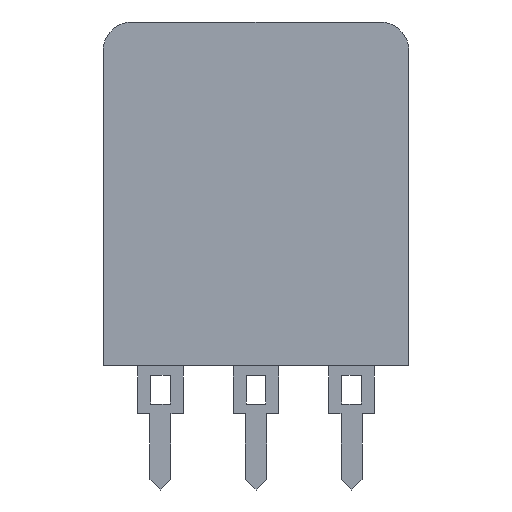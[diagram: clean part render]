
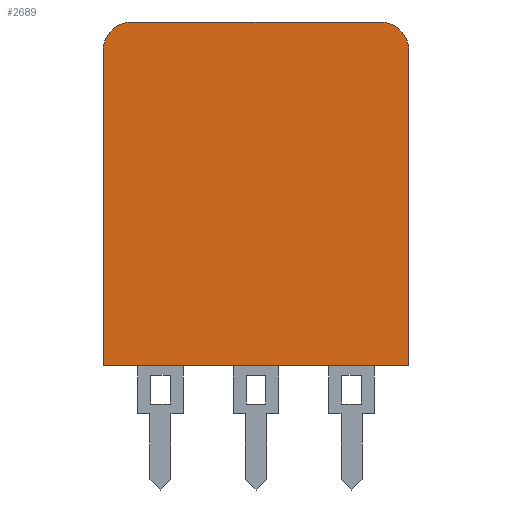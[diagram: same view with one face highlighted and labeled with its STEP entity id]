
A CAD part, left-side view. The second image highlights one B-rep face of the part: STEP entity #2689.
In plain terms, the highlighted planar face has unit normal (-1, 0, 0).
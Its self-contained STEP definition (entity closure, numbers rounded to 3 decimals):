
#44=PLANE('',#2852);
#165=FACE_OUTER_BOUND('',#306,.T.);
#306=EDGE_LOOP('',(#1854,#1855,#1856,#1857,#1858,#1859));
#462=CIRCLE('',#2850,1.5);
#463=CIRCLE('',#2853,1.5);
#557=LINE('',#3848,#861);
#564=LINE('',#3865,#868);
#567=LINE('',#3871,#871);
#568=LINE('',#3873,#872);
#861=VECTOR('',#3040,10.);
#868=VECTOR('',#3055,10.);
#871=VECTOR('',#3060,10.);
#872=VECTOR('',#3061,10.);
#1175=VERTEX_POINT('',#3845);
#1176=VERTEX_POINT('',#3847);
#1181=VERTEX_POINT('',#3860);
#1182=VERTEX_POINT('',#3864);
#1184=VERTEX_POINT('',#3870);
#1185=VERTEX_POINT('',#3872);
#1442=EDGE_CURVE('',#1176,#1175,#557,.T.);
#1449=EDGE_CURVE('',#1176,#1181,#462,.T.);
#1451=EDGE_CURVE('',#1182,#1181,#564,.T.);
#1454=EDGE_CURVE('',#1184,#1175,#567,.T.);
#1455=EDGE_CURVE('',#1185,#1184,#568,.T.);
#1456=EDGE_CURVE('',#1182,#1185,#463,.T.);
#1854=ORIENTED_EDGE('',*,*,#1449,.F.);
#1855=ORIENTED_EDGE('',*,*,#1442,.T.);
#1856=ORIENTED_EDGE('',*,*,#1454,.F.);
#1857=ORIENTED_EDGE('',*,*,#1455,.F.);
#1858=ORIENTED_EDGE('',*,*,#1456,.F.);
#1859=ORIENTED_EDGE('',*,*,#1451,.T.);
#2689=ADVANCED_FACE('',(#165),#44,.T.);
#2850=AXIS2_PLACEMENT_3D('',#3861,#3050,#3051);
#2852=AXIS2_PLACEMENT_3D('',#3869,#3058,#3059);
#2853=AXIS2_PLACEMENT_3D('',#3874,#3062,#3063);
#3040=DIRECTION('',(0.,0.,-1.));
#3050=DIRECTION('center_axis',(1.,0.,0.));
#3051=DIRECTION('ref_axis',(0.,0.707,0.707));
#3055=DIRECTION('',(0.,1.,0.));
#3058=DIRECTION('center_axis',(-1.,0.,0.));
#3059=DIRECTION('ref_axis',(0.,0.,1.));
#3060=DIRECTION('',(0.,1.,0.));
#3061=DIRECTION('',(0.,0.,-1.));
#3062=DIRECTION('center_axis',(1.,0.,0.));
#3063=DIRECTION('ref_axis',(0.,-0.707,0.707));
#3845=CARTESIAN_POINT('',(-9.,13.,2.5));
#3847=CARTESIAN_POINT('',(-9.,13.,19.));
#3848=CARTESIAN_POINT('',(-9.,13.,20.5));
#3860=CARTESIAN_POINT('',(-9.,11.5,20.5));
#3861=CARTESIAN_POINT('Origin',(-9.,11.5,19.));
#3864=CARTESIAN_POINT('',(-9.,-1.5,20.5));
#3865=CARTESIAN_POINT('',(-9.,-3.,20.5));
#3869=CARTESIAN_POINT('Origin',(-9.,5.,12.5));
#3870=CARTESIAN_POINT('',(-9.,-3.,2.5));
#3871=CARTESIAN_POINT('',(-9.,9.,2.5));
#3872=CARTESIAN_POINT('',(-9.,-3.,19.));
#3873=CARTESIAN_POINT('',(-9.,-3.,3.));
#3874=CARTESIAN_POINT('Origin',(-9.,-1.5,19.));
